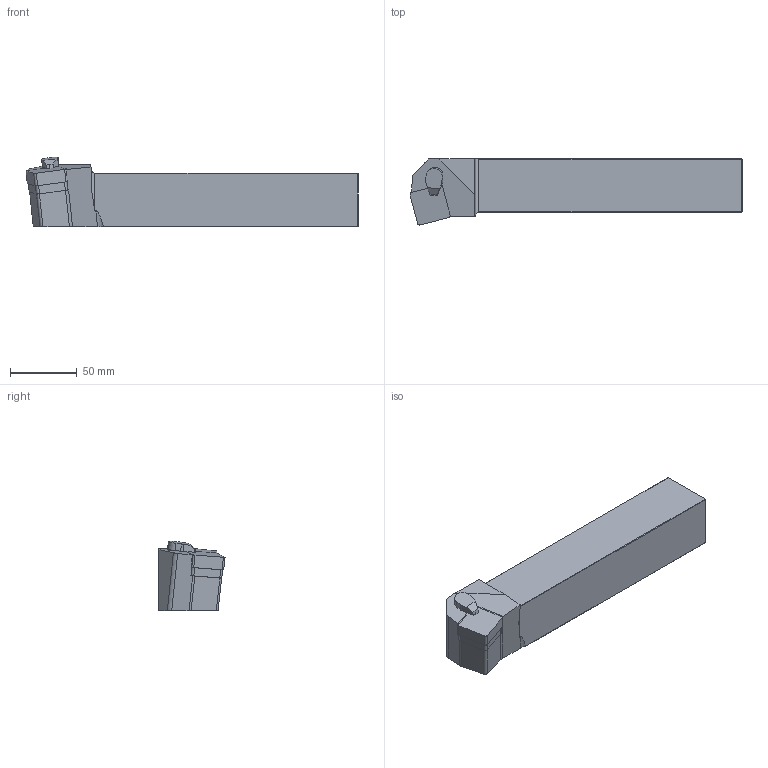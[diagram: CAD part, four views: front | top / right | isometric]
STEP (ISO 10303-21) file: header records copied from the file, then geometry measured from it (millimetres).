
FILE_DESCRIPTION(/* description */ (''),/* implementation_level */ '2;1');
FILE_NAME(/* name */ 'PSKNR-4040-S25C.stp',/* time_stamp */ '2023-09-29T16:00:25+03:00',/* author */ (''),/* organization */ (''),/* preprocessor_version */ 'ST-DEVELOPER v19.4',/* originating_system */ 'SIEMENS PLM Software NX2306.3001',/* authorisation */ '');
FILE_SCHEMA (('AUTOMOTIVE_DESIGN { 1 0 10303 214 3 1 1 1 }'));
Length unit declared in the file: millimetre
Products named in the file (1): PSKNR-4040-S25C
Bounding box: 249.64 x 49.65 x 52.1 mm (x, y, z)
Volume: 405765 mm3; surface area: 46020.9 mm2
Topology: 2 solids, 2 shells, 77 faces, 202 edges, 130 vertices
Faces by surface type: plane 58, cylinder 19
Entity records: 2508 total; most frequent: CARTESIAN_POINT 423, ORIENTED_EDGE 416, DIRECTION 410, EDGE_CURVE 208, LINE 162, VECTOR 162, VERTEX_POINT 137, AXIS2_PLACEMENT_3D 124
